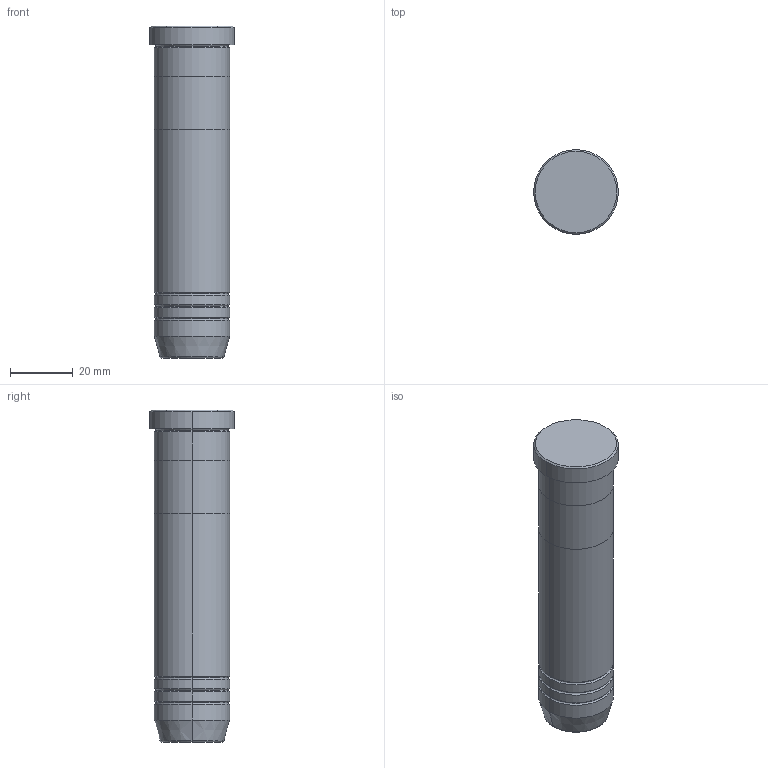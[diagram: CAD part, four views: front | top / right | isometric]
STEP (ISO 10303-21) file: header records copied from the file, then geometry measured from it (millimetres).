
FILE_DESCRIPTION (( 'STEP AP203' ), '1' );
FILE_NAME ('b341.STEP', '2024-01-08T12:10:47', ( '' ), ( '' ), 'SwSTEP 2.0', 'SolidWorks 2019', '' );
FILE_SCHEMA (( 'CONFIG_CONTROL_DESIGN' ));
Length unit declared in the file: millimetre
Products named in the file (1): b341
Bounding box: 27 x 27 x 106 mm (x, y, z)
Volume: 48076.5 mm3; surface area: 10976.1 mm2
Topology: 3 solids, 3 shells, 43 faces, 80 edges, 44 vertices
Faces by surface type: torus 18, cylinder 14, plane 7, cone 4
Entity records: 1145 total; most frequent: DIRECTION 230, CARTESIAN_POINT 168, ORIENTED_EDGE 160, AXIS2_PLACEMENT_3D 106, EDGE_CURVE 80, CIRCLE 62, VERTEX_POINT 44, EDGE_LOOP 44
